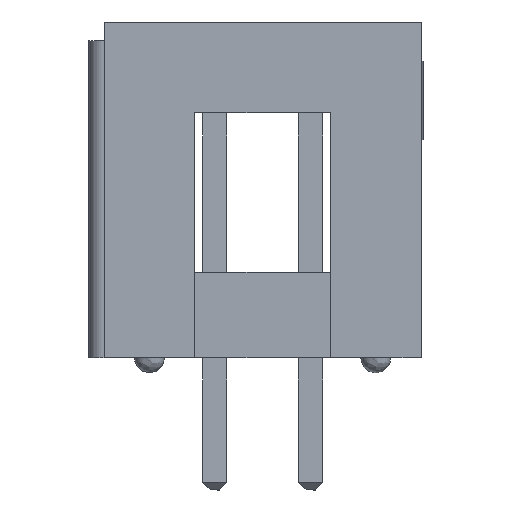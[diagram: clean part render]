
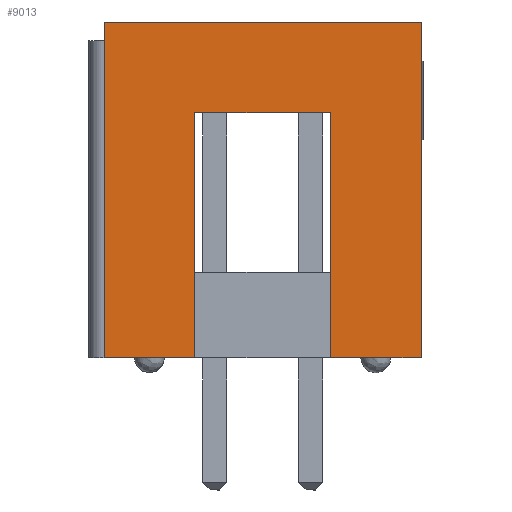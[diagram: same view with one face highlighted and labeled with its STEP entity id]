
A CAD part, left-side view. The second image highlights one B-rep face of the part: STEP entity #9013.
In plain terms, the highlighted planar face has unit normal (-1, 0, 0).
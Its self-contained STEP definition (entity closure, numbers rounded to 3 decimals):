
#277 = VERTEX_POINT ( 'NONE', #10670 ) ;
#485 = DIRECTION ( 'NONE',  ( 0., -1., 0. ) ) ;
#538 = DIRECTION ( 'NONE',  ( -1., 0., 0. ) ) ;
#610 = PLANE ( 'NONE',  #6096 ) ;
#1060 = LINE ( 'NONE', #7402, #18279 ) ;
#1077 = EDGE_CURVE ( 'NONE', #14605, #8712, #20072, .T. ) ;
#1113 = ORIENTED_EDGE ( 'NONE', *, *, #7490, .T. ) ;
#1124 = ORIENTED_EDGE ( 'NONE', *, *, #12788, .F. ) ;
#1555 = VECTOR ( 'NONE', #6202, 1000. ) ;
#1621 = VECTOR ( 'NONE', #10158, 1000. ) ;
#2224 = LINE ( 'NONE', #22126, #18054 ) ;
#2226 = ORIENTED_EDGE ( 'NONE', *, *, #10453, .T. ) ;
#2432 = CARTESIAN_POINT ( 'NONE',  ( -35.55, -0.53, 4.23 ) ) ;
#2936 = CARTESIAN_POINT ( 'NONE',  ( -35.55, 3.07, 4.23 ) ) ;
#3060 = CARTESIAN_POINT ( 'NONE',  ( -35.55, 1.27, 6.63 ) ) ;
#3094 = VERTEX_POINT ( 'NONE', #21780 ) ;
#3233 = LINE ( 'NONE', #15185, #1621 ) ;
#3727 = VECTOR ( 'NONE', #8514, 1000. ) ;
#4341 = CARTESIAN_POINT ( 'NONE',  ( -35.55, 5.47, 6.63 ) ) ;
#4758 = CARTESIAN_POINT ( 'NONE',  ( -35.55, 5.47, -2.27 ) ) ;
#5028 = DIRECTION ( 'NONE',  ( 0., -1., 0. ) ) ;
#5666 = CARTESIAN_POINT ( 'NONE',  ( -35.55, -2.93, -2.27 ) ) ;
#5908 = VERTEX_POINT ( 'NONE', #10009 ) ;
#6096 = AXIS2_PLACEMENT_3D ( 'NONE', #5666, #538, #7453 ) ;
#6202 = DIRECTION ( 'NONE',  ( 0., -1., 0. ) ) ;
#7317 = VECTOR ( 'NONE', #9953, 1000. ) ;
#7402 = CARTESIAN_POINT ( 'NONE',  ( -35.55, -2.93, -2.27 ) ) ;
#7453 = DIRECTION ( 'NONE',  ( 0., 0., 1. ) ) ;
#7490 = EDGE_CURVE ( 'NONE', #3094, #8585, #15270, .T. ) ;
#7873 = LINE ( 'NONE', #14402, #9497 ) ;
#8514 = DIRECTION ( 'NONE',  ( 0., 0., 1. ) ) ;
#8585 = VERTEX_POINT ( 'NONE', #18232 ) ;
#8712 = VERTEX_POINT ( 'NONE', #21372 ) ;
#9013 = ADVANCED_FACE ( 'NONE', ( #11604 ), #610, .T. ) ;
#9171 = VERTEX_POINT ( 'NONE', #2432 ) ;
#9497 = VECTOR ( 'NONE', #21406, 1000. ) ;
#9825 = CARTESIAN_POINT ( 'NONE',  ( -35.55, -2.93, -2.27 ) ) ;
#9953 = DIRECTION ( 'NONE',  ( 0., 0., -1. ) ) ;
#10009 = CARTESIAN_POINT ( 'NONE',  ( -35.55, -0.53, -2.27 ) ) ;
#10158 = DIRECTION ( 'NONE',  ( 0., 0., 1. ) ) ;
#10453 = EDGE_CURVE ( 'NONE', #277, #8712, #3233, .T. ) ;
#10670 = CARTESIAN_POINT ( 'NONE',  ( -35.55, -2.93, -2.27 ) ) ;
#11604 = FACE_OUTER_BOUND ( 'NONE', #11917, .T. ) ;
#11917 = EDGE_LOOP ( 'NONE', ( #1124, #1113, #20567, #22147, #13274, #17072, #2226, #20409 ) ) ;
#12334 = EDGE_CURVE ( 'NONE', #5908, #277, #1060, .T. ) ;
#12788 = EDGE_CURVE ( 'NONE', #3094, #14605, #16045, .T. ) ;
#13274 = ORIENTED_EDGE ( 'NONE', *, *, #14727, .T. ) ;
#14402 = CARTESIAN_POINT ( 'NONE',  ( -35.55, -2.93, 4.23 ) ) ;
#14605 = VERTEX_POINT ( 'NONE', #4341 ) ;
#14727 = EDGE_CURVE ( 'NONE', #9171, #5908, #21552, .T. ) ;
#15185 = CARTESIAN_POINT ( 'NONE',  ( -35.55, -2.93, -2.27 ) ) ;
#15270 = LINE ( 'NONE', #9825, #19601 ) ;
#16045 = LINE ( 'NONE', #4758, #3727 ) ;
#17072 = ORIENTED_EDGE ( 'NONE', *, *, #12334, .T. ) ;
#18054 = VECTOR ( 'NONE', #21980, 1000. ) ;
#18232 = CARTESIAN_POINT ( 'NONE',  ( -35.55, 3.07, -2.27 ) ) ;
#18279 = VECTOR ( 'NONE', #485, 1000. ) ;
#19433 = VERTEX_POINT ( 'NONE', #2936 ) ;
#19601 = VECTOR ( 'NONE', #5028, 1000. ) ;
#20072 = LINE ( 'NONE', #3060, #1555 ) ;
#20169 = EDGE_CURVE ( 'NONE', #8585, #19433, #2224, .T. ) ;
#20409 = ORIENTED_EDGE ( 'NONE', *, *, #1077, .F. ) ;
#20567 = ORIENTED_EDGE ( 'NONE', *, *, #20169, .T. ) ;
#21372 = CARTESIAN_POINT ( 'NONE',  ( -35.55, -2.93, 6.63 ) ) ;
#21406 = DIRECTION ( 'NONE',  ( 0., -1., 0. ) ) ;
#21552 = LINE ( 'NONE', #21836, #7317 ) ;
#21780 = CARTESIAN_POINT ( 'NONE',  ( -35.55, 5.47, -2.27 ) ) ;
#21836 = CARTESIAN_POINT ( 'NONE',  ( -35.55, -0.53, -2.27 ) ) ;
#21980 = DIRECTION ( 'NONE',  ( 0., 0., 1. ) ) ;
#21998 = EDGE_CURVE ( 'NONE', #19433, #9171, #7873, .T. ) ;
#22126 = CARTESIAN_POINT ( 'NONE',  ( -35.55, 3.07, -2.27 ) ) ;
#22147 = ORIENTED_EDGE ( 'NONE', *, *, #21998, .T. ) ;
